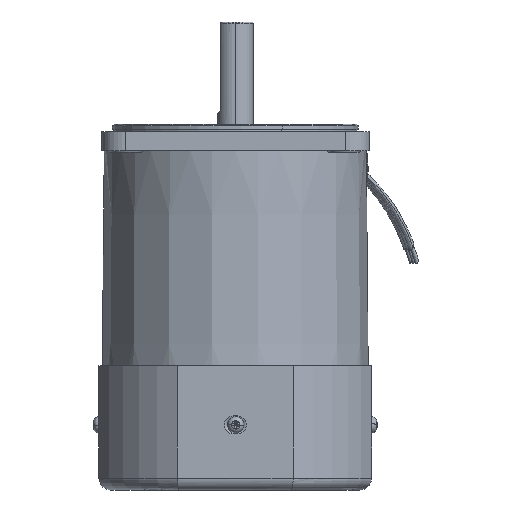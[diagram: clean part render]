
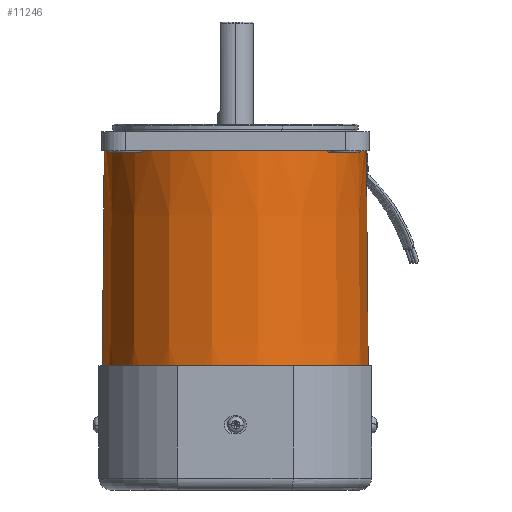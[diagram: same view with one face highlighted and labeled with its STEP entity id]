
A CAD part, left-side view. The second image highlights one B-rep face of the part: STEP entity #11246.
In plain terms, the highlighted conical face has half-angle 0.5 degrees and reference radius 45.1 mm.
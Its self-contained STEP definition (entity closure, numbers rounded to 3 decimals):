
#2722 = CARTESIAN_POINT ( 'NONE',  ( 11.504, 0., 45. ) ) ;
#2731 = CARTESIAN_POINT ( 'NONE',  ( 11.504, 0., -45. ) ) ;
#3232 = CIRCLE ( 'NONE', #3302, 44.24 ) ;
#3243 = DIRECTION ( 'NONE',  ( 1., 0., 0. ) ) ;
#3259 = AXIS2_PLACEMENT_3D ( 'NONE', #3350, #3344, #3343 ) ;
#3260 = CIRCLE ( 'NONE', #3321, 45. ) ;
#3289 = CARTESIAN_POINT ( 'NONE',  ( 98.5, 0., -44.24 ) ) ;
#3290 = CONICAL_SURFACE ( 'NONE', #3259, 45.1, 0.009 ) ;
#3292 = DIRECTION ( 'NONE',  ( -1., 0., -0.009 ) ) ;
#3293 = VECTOR ( 'NONE', #3292, 1000. ) ;
#3296 = CARTESIAN_POINT ( 'NONE',  ( 0., 0., -45.1 ) ) ;
#3297 = LINE ( 'NONE', #3296, #3293 ) ;
#3298 = DIRECTION ( 'NONE',  ( 0., 0., 1. ) ) ;
#3299 = DIRECTION ( 'NONE',  ( 0., 0., -1. ) ) ;
#3300 = DIRECTION ( 'NONE',  ( 1., 0., 0. ) ) ;
#3301 = CARTESIAN_POINT ( 'NONE',  ( 98.5, 0., 0. ) ) ;
#3302 = AXIS2_PLACEMENT_3D ( 'NONE', #3301, #3300, #3299 ) ;
#3319 = CARTESIAN_POINT ( 'NONE',  ( 11.504, 0., 0. ) ) ;
#3321 = AXIS2_PLACEMENT_3D ( 'NONE', #3319, #3243, #3298 ) ;
#3325 = CARTESIAN_POINT ( 'NONE',  ( 0., 0., 45.1 ) ) ;
#3333 = LINE ( 'NONE', #3325, #3387 ) ;
#3343 = DIRECTION ( 'NONE',  ( 0., 0., -1. ) ) ;
#3344 = DIRECTION ( 'NONE',  ( -1., 0., 0. ) ) ;
#3345 = FACE_OUTER_BOUND ( 'NONE', #11182, .T. ) ;
#3348 = CARTESIAN_POINT ( 'NONE',  ( 98.5, 0., 44.24 ) ) ;
#3350 = CARTESIAN_POINT ( 'NONE',  ( 0., 0., 0. ) ) ;
#3386 = DIRECTION ( 'NONE',  ( -1., 0., 0.009 ) ) ;
#3387 = VECTOR ( 'NONE', #3386, 1000. ) ;
#10999 = VERTEX_POINT ( 'NONE', #2731 ) ;
#11000 = VERTEX_POINT ( 'NONE', #2722 ) ;
#11182 = EDGE_LOOP ( 'NONE', ( #11255, #11232, #11235, #11257 ) ) ;
#11232 = ORIENTED_EDGE ( 'NONE', *, *, #11253, .T. ) ;
#11233 = EDGE_CURVE ( 'NONE', #11258, #11239, #3232, .T. ) ;
#11234 = EDGE_CURVE ( 'NONE', #11000, #10999, #3260, .T. ) ;
#11235 = ORIENTED_EDGE ( 'NONE', *, *, #11234, .T. ) ;
#11236 = EDGE_CURVE ( 'NONE', #11239, #10999, #3297, .T. ) ;
#11239 = VERTEX_POINT ( 'NONE', #3289 ) ;
#11246 = ADVANCED_FACE ( 'NONE', ( #3345 ), #3290, .T. ) ;
#11253 = EDGE_CURVE ( 'NONE', #11258, #11000, #3333, .T. ) ;
#11255 = ORIENTED_EDGE ( 'NONE', *, *, #11233, .F. ) ;
#11257 = ORIENTED_EDGE ( 'NONE', *, *, #11236, .F. ) ;
#11258 = VERTEX_POINT ( 'NONE', #3348 ) ;
